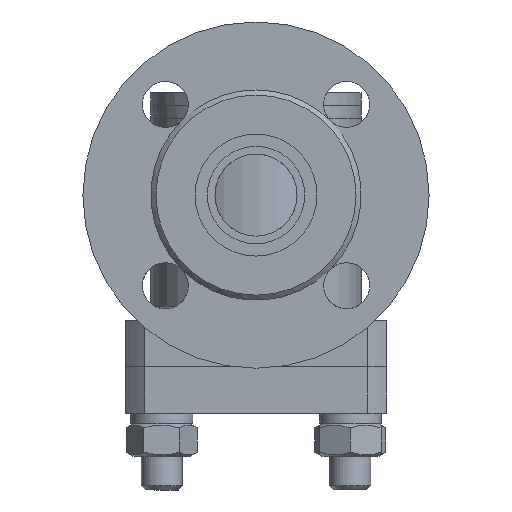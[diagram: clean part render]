
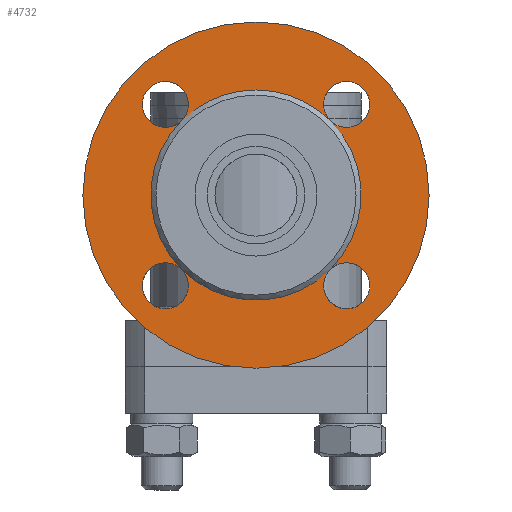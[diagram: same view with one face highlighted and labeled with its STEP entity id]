
A CAD part, left-side view. The second image highlights one B-rep face of the part: STEP entity #4732.
In plain terms, the highlighted face is planar.
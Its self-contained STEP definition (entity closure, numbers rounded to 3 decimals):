
#4606=CARTESIAN_POINT('',(28.991,-28.991,13.));
#4607=VERTEX_POINT('',#4606);
#4608=CARTESIAN_POINT('',(35.355,-35.355,13.));
#4609=DIRECTION('',(0.0,0.0,-1.0));
#4610=DIRECTION('',(0.0,-1.0,0.0));
#4611=AXIS2_PLACEMENT_3D('',#4608,#4609,#4610);
#4612=CIRCLE('',#4611,9.0);
#4613=EDGE_CURVE('',#4607,#4607,#4612,.T.);
#4634=CARTESIAN_POINT('',(-28.991,-28.991,13.));
#4635=VERTEX_POINT('',#4634);
#4636=CARTESIAN_POINT('',(-35.355,-35.355,13.));
#4637=DIRECTION('',(0.0,0.0,-1.0));
#4638=DIRECTION('',(-1.0,0.0,0.0));
#4639=AXIS2_PLACEMENT_3D('',#4636,#4637,#4638);
#4640=CIRCLE('',#4639,9.0);
#4641=EDGE_CURVE('',#4635,#4635,#4640,.T.);
#4662=CARTESIAN_POINT('',(-28.991,28.991,13.));
#4663=VERTEX_POINT('',#4662);
#4664=CARTESIAN_POINT('',(-35.355,35.355,13.));
#4665=DIRECTION('',(0.0,0.0,-1.0));
#4666=DIRECTION('',(0.0,1.0,0.0));
#4667=AXIS2_PLACEMENT_3D('',#4664,#4665,#4666);
#4668=CIRCLE('',#4667,9.0);
#4669=EDGE_CURVE('',#4663,#4663,#4668,.T.);
#4674=CARTESIAN_POINT('',(-57.399,0.,13.));
#4675=DIRECTION('',(0.0,0.0,-1.0));
#4676=DIRECTION('',(-1.0,0.0,0.0));
#4677=AXIS2_PLACEMENT_3D('',#4674,#4675,#4676);
#4678=PLANE('',#4677);
#4679=CARTESIAN_POINT('',(-67.5,0.,13.));
#4680=VERTEX_POINT('',#4679);
#4681=CARTESIAN_POINT('',(0.,0.,13.));
#4682=DIRECTION('',(0.0,0.0,-1.0));
#4683=DIRECTION('',(1.0,0.0,0.0));
#4684=AXIS2_PLACEMENT_3D('',#4681,#4682,#4683);
#4685=CIRCLE('',#4684,67.5);
#4686=EDGE_CURVE('',#4680,#4680,#4685,.T.);
#4687=ORIENTED_EDGE('',*,*,#4686,.F.);
#4688=EDGE_LOOP('',(#4687));
#4689=FACE_OUTER_BOUND('',#4688,.T.);
#4690=CARTESIAN_POINT('',(28.991,28.991,13.));
#4691=VERTEX_POINT('',#4690);
#4692=CARTESIAN_POINT('',(0.,0.,13.));
#4693=DIRECTION('',(0.0,0.0,1.0));
#4694=DIRECTION('',(-1.0,0.0,0.0));
#4695=AXIS2_PLACEMENT_3D('',#4692,#4693,#4694);
#4696=CIRCLE('',#4695,41.);
#4697=EDGE_CURVE('',#4691,#4663,#4696,.T.);
#4698=ORIENTED_EDGE('',*,*,#4697,.F.);
#4699=CARTESIAN_POINT('',(35.355,35.355,13.));
#4700=DIRECTION('',(0.0,0.0,-1.0));
#4701=DIRECTION('',(1.0,0.0,0.0));
#4702=AXIS2_PLACEMENT_3D('',#4699,#4700,#4701);
#4703=CIRCLE('',#4702,9.0);
#4704=EDGE_CURVE('',#4691,#4691,#4703,.T.);
#4705=ORIENTED_EDGE('',*,*,#4704,.T.);
#4706=CARTESIAN_POINT('',(0.,0.,13.));
#4707=DIRECTION('',(0.0,0.0,1.0));
#4708=DIRECTION('',(-1.0,0.0,0.0));
#4709=AXIS2_PLACEMENT_3D('',#4706,#4707,#4708);
#4710=CIRCLE('',#4709,41.);
#4711=EDGE_CURVE('',#4607,#4691,#4710,.T.);
#4712=ORIENTED_EDGE('',*,*,#4711,.F.);
#4713=ORIENTED_EDGE('',*,*,#4613,.T.);
#4714=CARTESIAN_POINT('',(0.,0.,13.));
#4715=DIRECTION('',(0.0,0.0,1.0));
#4716=DIRECTION('',(-1.0,0.0,0.0));
#4717=AXIS2_PLACEMENT_3D('',#4714,#4715,#4716);
#4718=CIRCLE('',#4717,41.);
#4719=EDGE_CURVE('',#4635,#4607,#4718,.T.);
#4720=ORIENTED_EDGE('',*,*,#4719,.F.);
#4721=ORIENTED_EDGE('',*,*,#4641,.T.);
#4722=CARTESIAN_POINT('',(0.,0.,13.));
#4723=DIRECTION('',(0.0,0.0,1.0));
#4724=DIRECTION('',(-1.0,0.0,0.0));
#4725=AXIS2_PLACEMENT_3D('',#4722,#4723,#4724);
#4726=CIRCLE('',#4725,41.);
#4727=EDGE_CURVE('',#4663,#4635,#4726,.T.);
#4728=ORIENTED_EDGE('',*,*,#4727,.F.);
#4729=ORIENTED_EDGE('',*,*,#4669,.T.);
#4730=EDGE_LOOP('',(#4698,#4705,#4712,#4713,#4720,#4721,#4728,#4729));
#4731=FACE_BOUND('',#4730,.T.);
#4732=ADVANCED_FACE('',(#4689,#4731),#4678,.F.);
